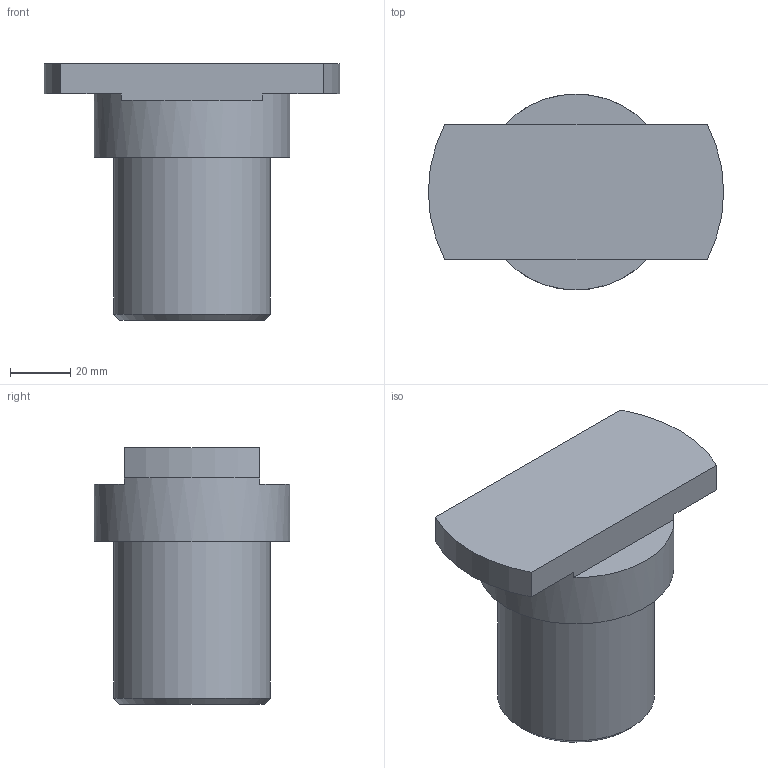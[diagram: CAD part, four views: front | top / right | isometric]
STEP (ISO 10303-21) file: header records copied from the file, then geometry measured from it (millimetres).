
FILE_DESCRIPTION(/* description */ (''),/* implementation_level */ '2;1');
FILE_NAME(/* name */ '1566219827002.stp',/* time_stamp */ '2019-08-19T15:03:53+02:00',/* author */ (''),/* organization */ ('SMS'),/* preprocessor_version */ 'ST-DEVELOPER v16.7',/* originating_system */ 'SIEMENS PLM Software NX 12.0',/* authorisation */ '');
FILE_SCHEMA (('AUTOMOTIVE_DESIGN { 1 0 10303 214 3 1 1 1 }'));
Length unit declared in the file: millimetre
Products named in the file (1): 202504668mod000_00
Bounding box: 97.95 x 65 x 85 mm (x, y, z)
Volume: 225078.1 mm3; surface area: 25348.4 mm2
Topology: 1 solids, 1 shells, 14 faces, 34 edges, 26 vertices
Faces by surface type: plane 9, cylinder 4, cone 1
Full cylindrical faces by diameter (mm): 52 x1, 65 x1
Entity records: 445 total; most frequent: DIRECTION 76, CARTESIAN_POINT 69, ORIENTED_EDGE 56, AXIS2_PLACEMENT_3D 30, EDGE_CURVE 28, VERTEX_POINT 20, EDGE_LOOP 18, LINE 16
